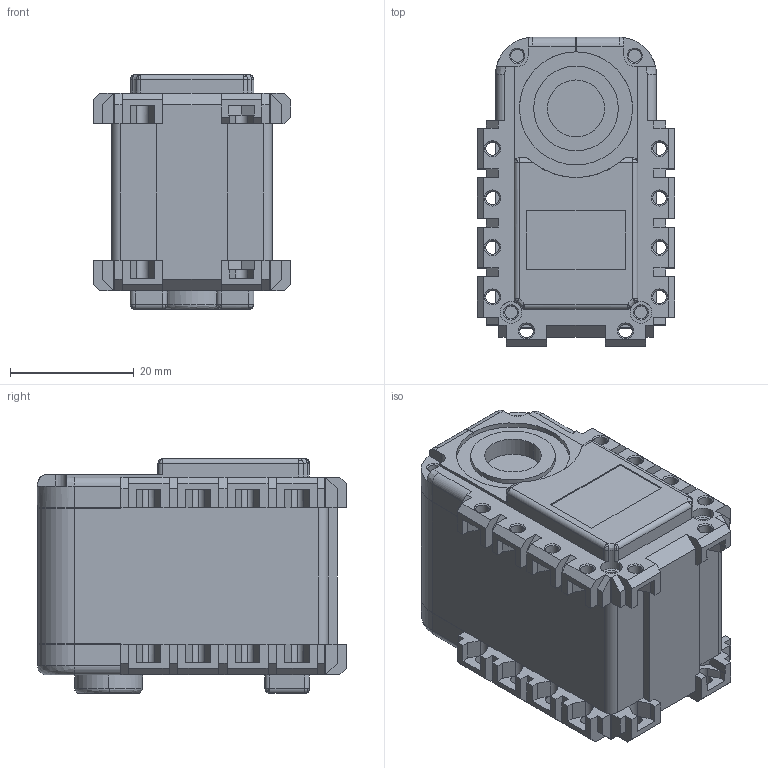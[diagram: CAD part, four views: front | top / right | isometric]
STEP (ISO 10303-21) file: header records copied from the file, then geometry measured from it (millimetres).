
FILE_DESCRIPTION (( 'STEP AP203' ), '1' );
FILE_NAME ('ASSY_DUMMY____Défaut_sldprt.STEP', '2020-08-31T14:55:40', ( '' ), ( '' ), 'SwSTEP 2.0', 'SolidWorks 2020', '' );
FILE_SCHEMA (( 'CONFIG_CONTROL_DESIGN' ));
Length unit declared in the file: millimetre
Products named in the file (1): ASSY_DUMMY____Défaut_sldprt
Bounding box: 32 x 50 x 38 mm (x, y, z)
Volume: 40745.2 mm3; surface area: 10350.2 mm2
Topology: 1 solids, 1 shells, 685 faces, 1893 edges, 1186 vertices
Faces by surface type: plane 452, cylinder 135, cone 60, bspline 38
Entity records: 22058 total; most frequent: CARTESIAN_POINT 4567, ORIENTED_EDGE 3730, DIRECTION 3521, EDGE_CURVE 1865, VECTOR 1421, LINE 1421, VERTEX_POINT 1186, AXIS2_PLACEMENT_3D 1050
